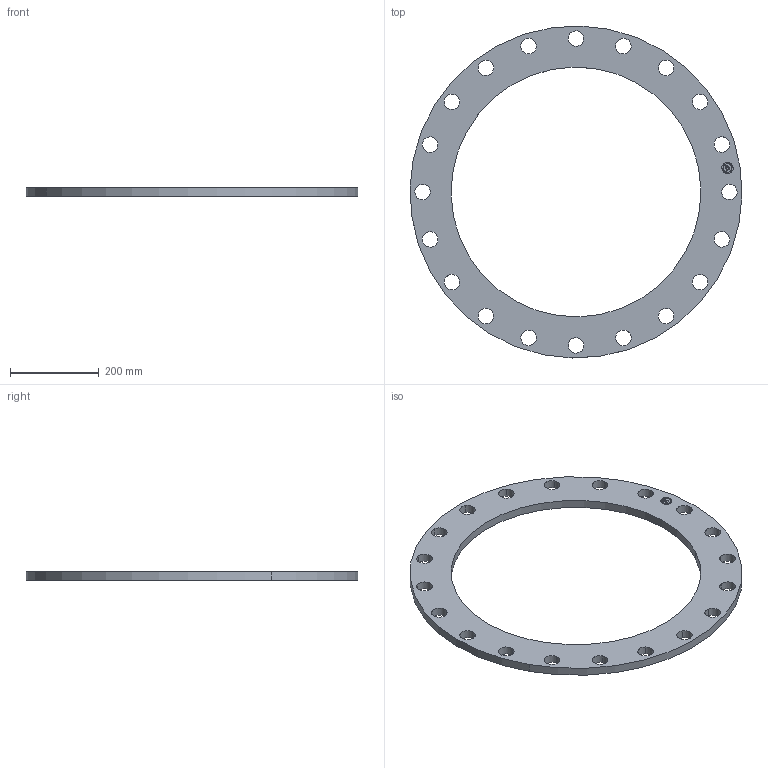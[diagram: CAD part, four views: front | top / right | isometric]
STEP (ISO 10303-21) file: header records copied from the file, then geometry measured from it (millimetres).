
FILE_DESCRIPTION(('3D STEP'),'2;1');
FILE_NAME('22-2B-RING-FF-AWWA-FLANGE.stp','2013-09-22T20:58:40+00:00',('Texas Flange'),(''),'CATIA Version 5 Release 20 SP 6 (IN-10)','CATIA V5 STEP AP214','800-826-3801');
FILE_SCHEMA(('AUTOMOTIVE_DESIGN { 1 0 10303 214 1 1 1 1 }'));
Length unit declared in the file: inch
Products named in the file (1): 22-2B-RING-FF-AWWA-FLANGE
Bounding box: 749.09 x 749.09 x 19.05 mm (x, y, z)
Volume: 3282264.7 mm3; surface area: 465103.1 mm2
Topology: 1 solids, 1 shells, 431 faces, 1236 edges, 824 vertices
Faces by surface type: plane 367, cylinder 64
Entity records: 16257 total; most frequent: ORIENTED_EDGE 2472, CARTESIAN_POINT 2437, DIRECTION 1988, EDGE_CURVE 1236, VECTOR 1108, LINE 1108, VERTEX_POINT 824, AXIS2_PLACEMENT_3D 505
